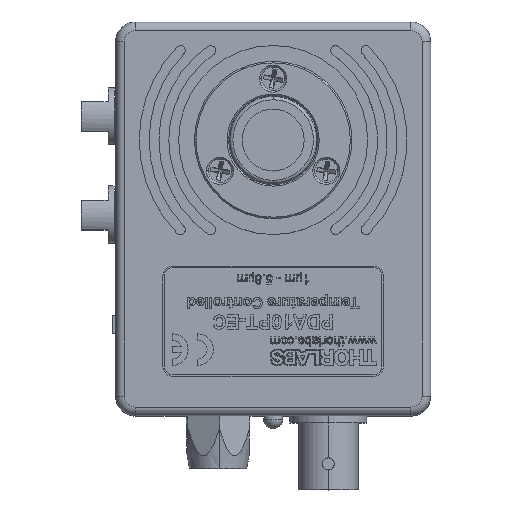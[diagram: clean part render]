
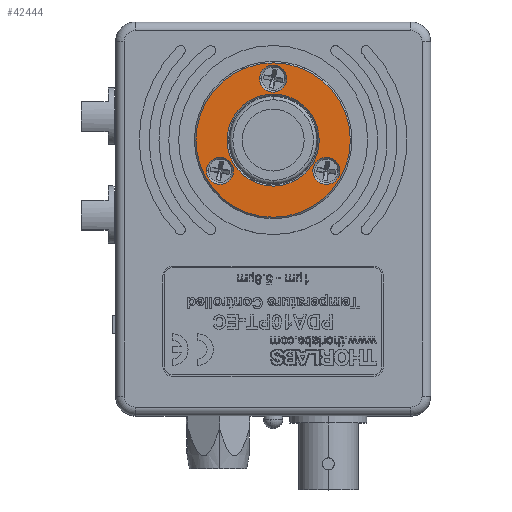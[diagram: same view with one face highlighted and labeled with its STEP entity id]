
A CAD part, top view. The second image highlights one B-rep face of the part: STEP entity #42444.
In plain terms, the highlighted planar face has unit normal (0, 0, 1).
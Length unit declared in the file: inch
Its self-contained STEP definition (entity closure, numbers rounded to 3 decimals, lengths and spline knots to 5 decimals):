
#4879 = EDGE_LOOP ( 'NONE', ( #56183, #56187 ) ) ;
#4896 = EDGE_LOOP ( 'NONE', ( #56192, #56196 ) ) ;
#4947 = EDGE_LOOP ( 'NONE', ( #56213, #56216 ) ) ;
#4950 = EDGE_LOOP ( 'NONE', ( #56221, #56226 ) ) ;
#4954 = EDGE_LOOP ( 'NONE', ( #56202, #56208 ) ) ;
#18815 = AXIS2_PLACEMENT_3D ( 'NONE', #36100, #36101, #36103 ) ;
#36082 = PLANE ( 'NONE',  #18815 ) ;
#36100 = CARTESIAN_POINT ( 'NONE',  ( -0.03061, 0.53966, 0.39421 ) ) ;
#36101 = DIRECTION ( 'NONE',  ( 0., 0., 1. ) ) ;
#36103 = DIRECTION ( 'NONE',  ( 1., 0., 0. ) ) ;
#40380 = FACE_BOUND ( 'NONE', #4947, .T. ) ;
#40382 = FACE_OUTER_BOUND ( 'NONE', #4879, .T. ) ;
#40383 = FACE_BOUND ( 'NONE', #4954, .T. ) ;
#40385 = FACE_BOUND ( 'NONE', #4950, .T. ) ;
#40389 = FACE_BOUND ( 'NONE', #4896, .T. ) ;
#42444 = ADVANCED_FACE ( 'NONE', ( #40382, #40389, #40383, #40380, #40385 ), #36082, .T. ) ;
#56183 = ORIENTED_EDGE ( 'NONE', *, *, #228457, .T. ) ;
#56187 = ORIENTED_EDGE ( 'NONE', *, *, #228474, .T. ) ;
#56192 = ORIENTED_EDGE ( 'NONE', *, *, #230322, .T. ) ;
#56196 = ORIENTED_EDGE ( 'NONE', *, *, #230270, .T. ) ;
#56202 = ORIENTED_EDGE ( 'NONE', *, *, #230296, .F. ) ;
#56208 = ORIENTED_EDGE ( 'NONE', *, *, #230327, .F. ) ;
#56213 = ORIENTED_EDGE ( 'NONE', *, *, #230325, .F. ) ;
#56216 = ORIENTED_EDGE ( 'NONE', *, *, #230290, .F. ) ;
#56221 = ORIENTED_EDGE ( 'NONE', *, *, #230582, .F. ) ;
#56226 = ORIENTED_EDGE ( 'NONE', *, *, #228589, .F. ) ;
#69087 = VERTEX_POINT ( 'NONE', #239257 ) ;
#69861 = VERTEX_POINT ( 'NONE', #239811 ) ;
#69868 = VERTEX_POINT ( 'NONE', #239807 ) ;
#69888 = VERTEX_POINT ( 'NONE', #239814 ) ;
#70385 = VERTEX_POINT ( 'NONE', #239982 ) ;
#70700 = VERTEX_POINT ( 'NONE', #240095 ) ;
#71124 = VERTEX_POINT ( 'NONE', #240227 ) ;
#71183 = VERTEX_POINT ( 'NONE', #240252 ) ;
#79670 = CIRCLE ( 'NONE', #119530, 0.49 ) ;
#79676 = CIRCLE ( 'NONE', #119538, 0.49 ) ;
#79725 = CIRCLE ( 'NONE', #119585, 0.086 ) ;
#86933 = CARTESIAN_POINT ( 'NONE',  ( -0.03061, 0.53966, 0.39421 ) ) ;
#86935 = DIRECTION ( 'NONE',  ( 0., 0., -1. ) ) ;
#86936 = DIRECTION ( 'NONE',  ( 1., 0., 0. ) ) ;
#87011 = CARTESIAN_POINT ( 'NONE',  ( -0.36836, 0.34466, 0.39421 ) ) ;
#87013 = DIRECTION ( 'NONE',  ( 0., 0., 1. ) ) ;
#87014 = DIRECTION ( 'NONE',  ( 1., 0., 0. ) ) ;
#87044 = CARTESIAN_POINT ( 'NONE',  ( -0.03061, 0.92966, 0.39421 ) ) ;
#87046 = DIRECTION ( 'NONE',  ( 0., 0., 1. ) ) ;
#87048 = DIRECTION ( 'NONE',  ( 1., 0., 0. ) ) ;
#87142 = CARTESIAN_POINT ( 'NONE',  ( -0.03061, 0.53966, 0.39421 ) ) ;
#87144 = DIRECTION ( 'NONE',  ( 0., 0., -1. ) ) ;
#87146 = DIRECTION ( 'NONE',  ( 1., 0., 0. ) ) ;
#87157 = CARTESIAN_POINT ( 'NONE',  ( -0.36836, 0.34466, 0.39421 ) ) ;
#87160 = DIRECTION ( 'NONE',  ( 0., 0., 1. ) ) ;
#87163 = DIRECTION ( 'NONE',  ( 1., 0., 0. ) ) ;
#87173 = CARTESIAN_POINT ( 'NONE',  ( -0.03061, 0.92966, 0.39421 ) ) ;
#87175 = DIRECTION ( 'NONE',  ( 0., 0., 1. ) ) ;
#87176 = DIRECTION ( 'NONE',  ( 1., 0., 0. ) ) ;
#119530 = AXIS2_PLACEMENT_3D ( 'NONE', #236075, #236076, #236077 ) ;
#119538 = AXIS2_PLACEMENT_3D ( 'NONE', #236090, #236091, #236092 ) ;
#119585 = AXIS2_PLACEMENT_3D ( 'NONE', #236181, #236182, #236183 ) ;
#119861 = AXIS2_PLACEMENT_3D ( 'NONE', #86933, #86935, #86936 ) ;
#119877 = AXIS2_PLACEMENT_3D ( 'NONE', #87011, #87013, #87014 ) ;
#119883 = AXIS2_PLACEMENT_3D ( 'NONE', #87044, #87046, #87048 ) ;
#119905 = AXIS2_PLACEMENT_3D ( 'NONE', #87142, #87144, #87146 ) ;
#119909 = AXIS2_PLACEMENT_3D ( 'NONE', #87157, #87160, #87163 ) ;
#119913 = AXIS2_PLACEMENT_3D ( 'NONE', #87173, #87175, #87176 ) ;
#119995 = AXIS2_PLACEMENT_3D ( 'NONE', #163872, #163876, #163880 ) ;
#159681 = CIRCLE ( 'NONE', #119861, 0.2925 ) ;
#159741 = CIRCLE ( 'NONE', #119877, 0.086 ) ;
#159767 = CIRCLE ( 'NONE', #119883, 0.086 ) ;
#159841 = CIRCLE ( 'NONE', #119905, 0.2925 ) ;
#159863 = CIRCLE ( 'NONE', #119913, 0.086 ) ;
#159870 = CIRCLE ( 'NONE', #119909, 0.086 ) ;
#160334 = CIRCLE ( 'NONE', #119995, 0.086 ) ;
#163872 = CARTESIAN_POINT ( 'NONE',  ( 0.30714, 0.34466, 0.39421 ) ) ;
#163876 = DIRECTION ( 'NONE',  ( 0., 0., 1. ) ) ;
#163880 = DIRECTION ( 'NONE',  ( 1., 0., 0. ) ) ;
#225540 = VERTEX_POINT ( 'NONE', #232561 ) ;
#225550 = VERTEX_POINT ( 'NONE', #232573 ) ;
#228457 = EDGE_CURVE ( 'NONE', #69087, #71183, #79670, .T. ) ;
#228474 = EDGE_CURVE ( 'NONE', #71183, #69087, #79676, .T. ) ;
#228589 = EDGE_CURVE ( 'NONE', #69888, #225540, #79725, .T. ) ;
#230270 = EDGE_CURVE ( 'NONE', #70385, #70700, #159681, .T. ) ;
#230290 = EDGE_CURVE ( 'NONE', #69868, #71124, #159741, .T. ) ;
#230296 = EDGE_CURVE ( 'NONE', #225550, #69861, #159767, .T. ) ;
#230322 = EDGE_CURVE ( 'NONE', #70700, #70385, #159841, .T. ) ;
#230325 = EDGE_CURVE ( 'NONE', #71124, #69868, #159870, .T. ) ;
#230327 = EDGE_CURVE ( 'NONE', #69861, #225550, #159863, .T. ) ;
#230582 = EDGE_CURVE ( 'NONE', #225540, #69888, #160334, .T. ) ;
#232561 = CARTESIAN_POINT ( 'NONE',  ( 0.39314, 0.34466, 0.39421 ) ) ;
#232573 = CARTESIAN_POINT ( 'NONE',  ( 0.05539, 0.92966, 0.39421 ) ) ;
#236075 = CARTESIAN_POINT ( 'NONE',  ( -0.03061, 0.53966, 0.39421 ) ) ;
#236076 = DIRECTION ( 'NONE',  ( 0., 0., 1. ) ) ;
#236077 = DIRECTION ( 'NONE',  ( 1., 0., 0. ) ) ;
#236090 = CARTESIAN_POINT ( 'NONE',  ( -0.03061, 0.53966, 0.39421 ) ) ;
#236091 = DIRECTION ( 'NONE',  ( 0., 0., 1. ) ) ;
#236092 = DIRECTION ( 'NONE',  ( 1., 0., 0. ) ) ;
#236181 = CARTESIAN_POINT ( 'NONE',  ( 0.30714, 0.34466, 0.39421 ) ) ;
#236182 = DIRECTION ( 'NONE',  ( 0., 0., 1. ) ) ;
#236183 = DIRECTION ( 'NONE',  ( 1., 0., 0. ) ) ;
#239257 = CARTESIAN_POINT ( 'NONE',  ( -0.52061, 0.53966, 0.39421 ) ) ;
#239807 = CARTESIAN_POINT ( 'NONE',  ( -0.45436, 0.34466, 0.39421 ) ) ;
#239811 = CARTESIAN_POINT ( 'NONE',  ( -0.11661, 0.92966, 0.39421 ) ) ;
#239814 = CARTESIAN_POINT ( 'NONE',  ( 0.22114, 0.34466, 0.39421 ) ) ;
#239982 = CARTESIAN_POINT ( 'NONE',  ( -0.32311, 0.53966, 0.39421 ) ) ;
#240095 = CARTESIAN_POINT ( 'NONE',  ( 0.26189, 0.53966, 0.39421 ) ) ;
#240227 = CARTESIAN_POINT ( 'NONE',  ( -0.28236, 0.34466, 0.39421 ) ) ;
#240252 = CARTESIAN_POINT ( 'NONE',  ( 0.45939, 0.53966, 0.39421 ) ) ;
